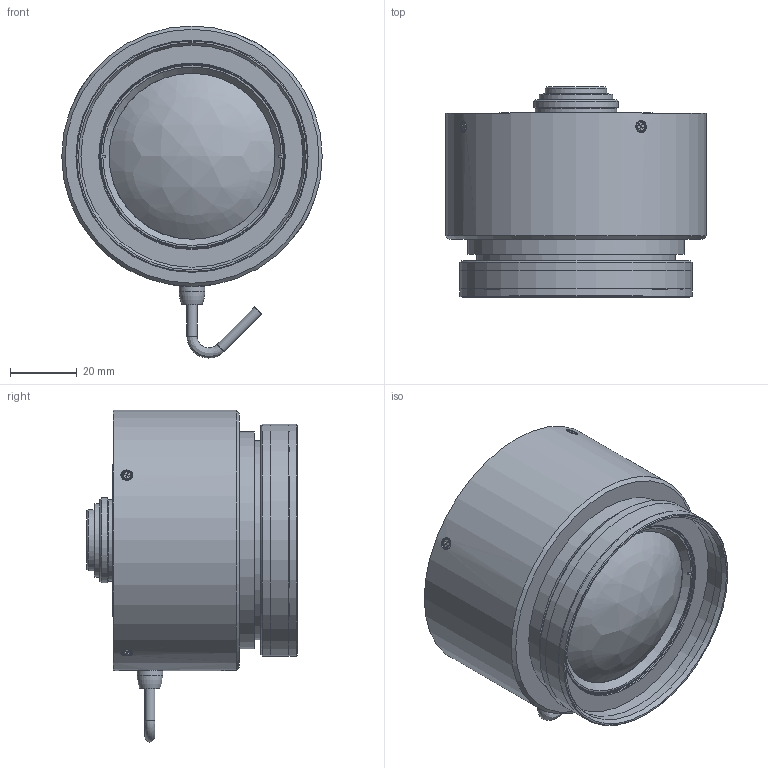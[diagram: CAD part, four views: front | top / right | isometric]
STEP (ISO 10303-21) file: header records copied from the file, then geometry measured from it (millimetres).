
FILE_DESCRIPTION (( 'STEP AP214' ), '1' );
FILE_NAME ('600115.STEP', '2025-02-08T07:03:00', ( 'Windows User' ), ( 'P R C' ), 'SwSTEP 2.0', 'SolidWorks 2020', '' );
FILE_SCHEMA (( 'AUTOMOTIVE_DESIGN' ));
Length unit declared in the file: millimetre
Products named in the file (1): 600115
Bounding box: 78 x 62.92 x 99.4 mm (x, y, z)
Volume: 436535.9 mm3; surface area: 54769.6 mm2
Topology: 2 solids, 28 shells, 790 faces, 1946 edges, 1290 vertices
Faces by surface type: plane 540, cylinder 148, cone 74, bspline 24, torus 4
Full cylindrical faces by diameter (mm): 1.7 x6, 1.8 x6, 2 x18, 2.2 x18, 3 x28, 3.5 x6, 3.6 x10, 4 x8, 7.699 x2, 15.9 x2, 18.4 x2, 22 x2, 24.4 x2, 25.4 x2, 46 x2, 49.7 x2, 55.4 x2, 59.5 x2, 65 x2, 66.5 x2, 69.5 x2, 78 x2
Entity records: 23743 total; most frequent: CARTESIAN_POINT 6487, DIRECTION 3324, ORIENTED_EDGE 3292, EDGE_CURVE 1646, VERTEX_POINT 1198, VECTOR 1190, LINE 1190, EDGE_LOOP 1128
